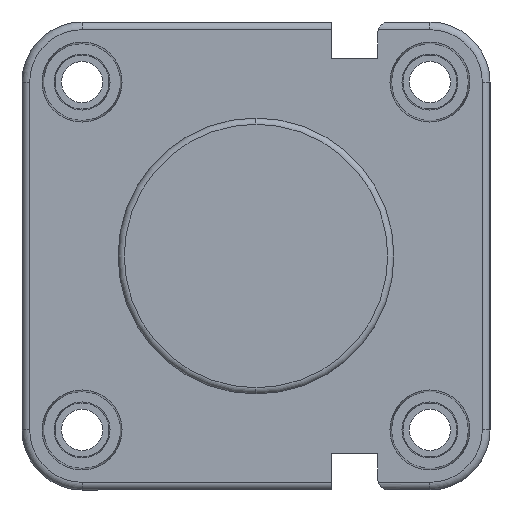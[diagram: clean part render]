
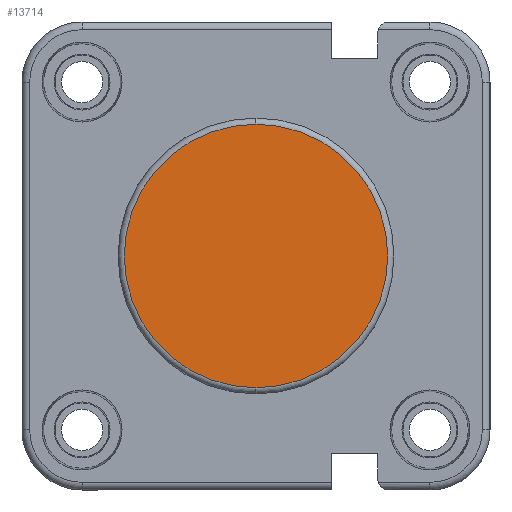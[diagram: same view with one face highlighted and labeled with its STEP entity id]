
A CAD part, left-side view. The second image highlights one B-rep face of the part: STEP entity #13714.
In plain terms, the highlighted planar face has unit normal (-1, 0, 0).
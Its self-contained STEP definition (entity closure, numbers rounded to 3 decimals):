
#771 = ORIENTED_EDGE ( 'NONE', *, *, #5062, .T. ) ;
#1075 = ORIENTED_EDGE ( 'NONE', *, *, #4469, .T. ) ;
#1737 = CARTESIAN_POINT ( 'NONE',  ( 0., 0., 0. ) ) ;
#2249 = DIRECTION ( 'NONE',  ( 0., 0., 1. ) ) ;
#4469 = EDGE_CURVE ( 'NONE', #16142, #15472, #16057, .T. ) ;
#5062 = EDGE_CURVE ( 'NONE', #15472, #16142, #8883, .T. ) ;
#5165 = CARTESIAN_POINT ( 'NONE',  ( 0., 0., 21.4 ) ) ;
#5356 = CARTESIAN_POINT ( 'NONE',  ( 0., 0., 0. ) ) ;
#6422 = DIRECTION ( 'NONE',  ( 0., 0., 1. ) ) ;
#7911 = DIRECTION ( 'NONE',  ( -1., 0., 0. ) ) ;
#8638 = DIRECTION ( 'NONE',  ( -1., 0., 0. ) ) ;
#8883 = CIRCLE ( 'NONE', #12530, 21.4 ) ;
#11449 = PLANE ( 'NONE',  #16632 ) ;
#11482 = FACE_OUTER_BOUND ( 'NONE', #13800, .T. ) ;
#12270 = CARTESIAN_POINT ( 'NONE',  ( 0., 0., 0. ) ) ;
#12530 = AXIS2_PLACEMENT_3D ( 'NONE', #12270, #13808, #18236 ) ;
#13714 = ADVANCED_FACE ( 'NONE', ( #11482 ), #11449, .T. ) ;
#13800 = EDGE_LOOP ( 'NONE', ( #771, #1075 ) ) ;
#13808 = DIRECTION ( 'NONE',  ( -1., 0., 0. ) ) ;
#15472 = VERTEX_POINT ( 'NONE', #5165 ) ;
#16057 = CIRCLE ( 'NONE', #18819, 21.4 ) ;
#16142 = VERTEX_POINT ( 'NONE', #19844 ) ;
#16632 = AXIS2_PLACEMENT_3D ( 'NONE', #5356, #8638, #2249 ) ;
#18236 = DIRECTION ( 'NONE',  ( 0., 0., 1. ) ) ;
#18819 = AXIS2_PLACEMENT_3D ( 'NONE', #1737, #7911, #6422 ) ;
#19844 = CARTESIAN_POINT ( 'NONE',  ( 0., 0., -21.4 ) ) ;
